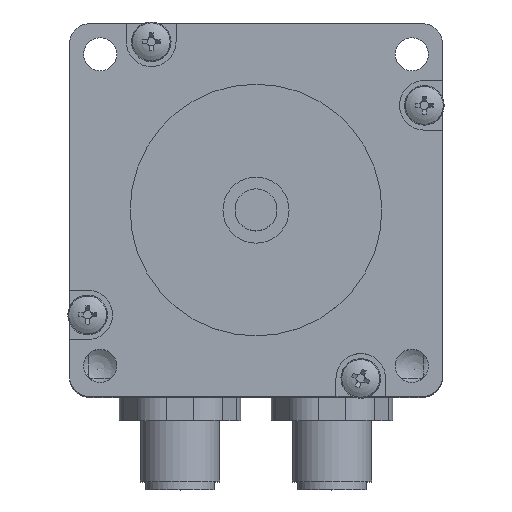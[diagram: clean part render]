
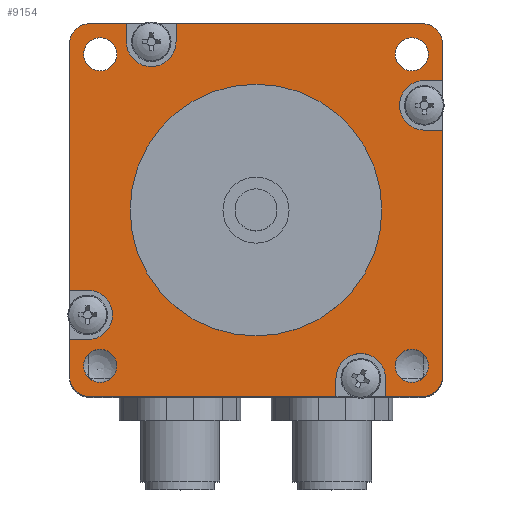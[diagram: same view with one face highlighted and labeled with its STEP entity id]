
A CAD part, top view. The second image highlights one B-rep face of the part: STEP entity #9154.
In plain terms, the highlighted planar face has unit normal (0, 0, 1).
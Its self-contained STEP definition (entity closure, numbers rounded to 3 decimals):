
#275=LINE('',#13971,#877);
#279=LINE('',#13983,#881);
#284=LINE('',#13994,#886);
#288=LINE('',#14006,#890);
#293=LINE('',#14017,#895);
#297=LINE('',#14029,#899);
#300=LINE('',#14035,#902);
#301=LINE('',#14039,#903);
#302=LINE('',#14041,#904);
#303=LINE('',#14045,#905);
#304=LINE('',#14047,#906);
#305=LINE('',#14050,#907);
#306=LINE('',#14052,#908);
#307=LINE('',#14055,#909);
#308=LINE('',#14057,#910);
#309=LINE('',#14060,#911);
#877=VECTOR('',#10974,10.);
#881=VECTOR('',#10986,10.);
#886=VECTOR('',#10995,10.);
#890=VECTOR('',#11007,10.);
#895=VECTOR('',#11016,10.);
#899=VECTOR('',#11028,10.);
#902=VECTOR('',#11035,10.);
#903=VECTOR('',#11038,10.);
#904=VECTOR('',#11039,10.);
#905=VECTOR('',#11042,10.);
#906=VECTOR('',#11043,10.);
#907=VECTOR('',#11046,10.);
#908=VECTOR('',#11047,10.);
#909=VECTOR('',#11050,10.);
#910=VECTOR('',#11051,10.);
#911=VECTOR('',#11054,10.);
#1487=PLANE('',#9768);
#1753=FACE_BOUND('',#2569,.T.);
#1754=FACE_BOUND('',#2570,.T.);
#1755=FACE_BOUND('',#2571,.T.);
#1756=FACE_BOUND('',#2572,.T.);
#1757=FACE_BOUND('',#2573,.T.);
#1984=FACE_OUTER_BOUND('',#2568,.T.);
#2568=EDGE_LOOP('',(#6187,#6188,#6189,#6190,#6191,#6192,#6193,#6194,#6195,
#6196,#6197,#6198,#6199,#6200,#6201,#6202,#6203,#6204,#6205,#6206,#6207,
#6208,#6209,#6210));
#2569=EDGE_LOOP('',(#6211));
#2570=EDGE_LOOP('',(#6212));
#2571=EDGE_LOOP('',(#6213));
#2572=EDGE_LOOP('',(#6214));
#2573=EDGE_LOOP('',(#6215));
#3348=CIRCLE('',#9753,3.75);
#3350=CIRCLE('',#9759,3.75);
#3352=CIRCLE('',#9765,3.75);
#3353=CIRCLE('',#9769,3.);
#3354=CIRCLE('',#9770,3.75);
#3355=CIRCLE('',#9771,3.);
#3356=CIRCLE('',#9772,3.);
#3357=CIRCLE('',#9773,3.);
#3358=CIRCLE('',#9774,2.5);
#3359=CIRCLE('',#9775,2.5);
#3360=CIRCLE('',#9776,2.5);
#3361=CIRCLE('',#9777,2.5);
#3362=CIRCLE('',#9778,19.05);
#3912=VERTEX_POINT('',#13968);
#3913=VERTEX_POINT('',#13970);
#3915=VERTEX_POINT('',#13976);
#3917=VERTEX_POINT('',#13982);
#3920=VERTEX_POINT('',#13991);
#3921=VERTEX_POINT('',#13993);
#3923=VERTEX_POINT('',#13999);
#3925=VERTEX_POINT('',#14005);
#3928=VERTEX_POINT('',#14014);
#3929=VERTEX_POINT('',#14016);
#3931=VERTEX_POINT('',#14022);
#3933=VERTEX_POINT('',#14028);
#3934=VERTEX_POINT('',#14034);
#3935=VERTEX_POINT('',#14036);
#3936=VERTEX_POINT('',#14038);
#3937=VERTEX_POINT('',#14040);
#3938=VERTEX_POINT('',#14042);
#3939=VERTEX_POINT('',#14044);
#3940=VERTEX_POINT('',#14046);
#3941=VERTEX_POINT('',#14048);
#3942=VERTEX_POINT('',#14051);
#3943=VERTEX_POINT('',#14053);
#3944=VERTEX_POINT('',#14056);
#3945=VERTEX_POINT('',#14058);
#3946=VERTEX_POINT('',#14061);
#3947=VERTEX_POINT('',#14063);
#3948=VERTEX_POINT('',#14065);
#3949=VERTEX_POINT('',#14067);
#3950=VERTEX_POINT('',#14069);
#4839=EDGE_CURVE('',#3913,#3912,#275,.T.);
#4842=EDGE_CURVE('',#3915,#3913,#3348,.T.);
#4845=EDGE_CURVE('',#3917,#3915,#279,.T.);
#4850=EDGE_CURVE('',#3921,#3920,#284,.T.);
#4853=EDGE_CURVE('',#3923,#3921,#3350,.T.);
#4856=EDGE_CURVE('',#3925,#3923,#288,.T.);
#4861=EDGE_CURVE('',#3929,#3928,#293,.T.);
#4864=EDGE_CURVE('',#3931,#3929,#3352,.T.);
#4867=EDGE_CURVE('',#3933,#3931,#297,.T.);
#4870=EDGE_CURVE('',#3934,#3912,#300,.T.);
#4871=EDGE_CURVE('',#3935,#3934,#3353,.T.);
#4872=EDGE_CURVE('',#3936,#3935,#301,.T.);
#4873=EDGE_CURVE('',#3936,#3937,#302,.T.);
#4874=EDGE_CURVE('',#3937,#3938,#3354,.T.);
#4875=EDGE_CURVE('',#3938,#3939,#303,.T.);
#4876=EDGE_CURVE('',#3940,#3939,#304,.T.);
#4877=EDGE_CURVE('',#3941,#3940,#3355,.T.);
#4878=EDGE_CURVE('',#3933,#3941,#305,.T.);
#4879=EDGE_CURVE('',#3942,#3928,#306,.T.);
#4880=EDGE_CURVE('',#3943,#3942,#3356,.T.);
#4881=EDGE_CURVE('',#3925,#3943,#307,.T.);
#4882=EDGE_CURVE('',#3944,#3920,#308,.T.);
#4883=EDGE_CURVE('',#3945,#3944,#3357,.T.);
#4884=EDGE_CURVE('',#3917,#3945,#309,.T.);
#4885=EDGE_CURVE('',#3946,#3946,#3358,.T.);
#4886=EDGE_CURVE('',#3947,#3947,#3359,.T.);
#4887=EDGE_CURVE('',#3948,#3948,#3360,.T.);
#4888=EDGE_CURVE('',#3949,#3949,#3361,.T.);
#4889=EDGE_CURVE('',#3950,#3950,#3362,.T.);
#6187=ORIENTED_EDGE('',*,*,#4845,.T.);
#6188=ORIENTED_EDGE('',*,*,#4842,.T.);
#6189=ORIENTED_EDGE('',*,*,#4839,.T.);
#6190=ORIENTED_EDGE('',*,*,#4870,.F.);
#6191=ORIENTED_EDGE('',*,*,#4871,.F.);
#6192=ORIENTED_EDGE('',*,*,#4872,.F.);
#6193=ORIENTED_EDGE('',*,*,#4873,.T.);
#6194=ORIENTED_EDGE('',*,*,#4874,.T.);
#6195=ORIENTED_EDGE('',*,*,#4875,.T.);
#6196=ORIENTED_EDGE('',*,*,#4876,.F.);
#6197=ORIENTED_EDGE('',*,*,#4877,.F.);
#6198=ORIENTED_EDGE('',*,*,#4878,.F.);
#6199=ORIENTED_EDGE('',*,*,#4867,.T.);
#6200=ORIENTED_EDGE('',*,*,#4864,.T.);
#6201=ORIENTED_EDGE('',*,*,#4861,.T.);
#6202=ORIENTED_EDGE('',*,*,#4879,.F.);
#6203=ORIENTED_EDGE('',*,*,#4880,.F.);
#6204=ORIENTED_EDGE('',*,*,#4881,.F.);
#6205=ORIENTED_EDGE('',*,*,#4856,.T.);
#6206=ORIENTED_EDGE('',*,*,#4853,.T.);
#6207=ORIENTED_EDGE('',*,*,#4850,.T.);
#6208=ORIENTED_EDGE('',*,*,#4882,.F.);
#6209=ORIENTED_EDGE('',*,*,#4883,.F.);
#6210=ORIENTED_EDGE('',*,*,#4884,.F.);
#6211=ORIENTED_EDGE('',*,*,#4885,.T.);
#6212=ORIENTED_EDGE('',*,*,#4886,.T.);
#6213=ORIENTED_EDGE('',*,*,#4887,.T.);
#6214=ORIENTED_EDGE('',*,*,#4888,.T.);
#6215=ORIENTED_EDGE('',*,*,#4889,.T.);
#9154=ADVANCED_FACE('',(#1984,#1753,#1754,#1755,#1756,#1757),#1487,.T.);
#9753=AXIS2_PLACEMENT_3D('',#13977,#10980,#10981);
#9759=AXIS2_PLACEMENT_3D('',#14000,#11001,#11002);
#9765=AXIS2_PLACEMENT_3D('',#14023,#11022,#11023);
#9768=AXIS2_PLACEMENT_3D('',#14033,#11033,#11034);
#9769=AXIS2_PLACEMENT_3D('',#14037,#11036,#11037);
#9770=AXIS2_PLACEMENT_3D('',#14043,#11040,#11041);
#9771=AXIS2_PLACEMENT_3D('',#14049,#11044,#11045);
#9772=AXIS2_PLACEMENT_3D('',#14054,#11048,#11049);
#9773=AXIS2_PLACEMENT_3D('',#14059,#11052,#11053);
#9774=AXIS2_PLACEMENT_3D('',#14062,#11055,#11056);
#9775=AXIS2_PLACEMENT_3D('',#14064,#11057,#11058);
#9776=AXIS2_PLACEMENT_3D('',#14066,#11059,#11060);
#9777=AXIS2_PLACEMENT_3D('',#14068,#11061,#11062);
#9778=AXIS2_PLACEMENT_3D('',#14070,#11063,#11064);
#10974=DIRECTION('',(-1.,0.,0.));
#10980=DIRECTION('center_axis',(0.,0.,-1.));
#10981=DIRECTION('ref_axis',(0.,-1.,0.));
#10986=DIRECTION('',(1.,0.,0.));
#10995=DIRECTION('',(0.,1.,0.));
#11001=DIRECTION('center_axis',(0.,0.,-1.));
#11002=DIRECTION('ref_axis',(-1.,0.,0.));
#11007=DIRECTION('',(0.,-1.,0.));
#11016=DIRECTION('',(1.,0.,0.));
#11022=DIRECTION('center_axis',(0.,0.,-1.));
#11023=DIRECTION('ref_axis',(0.,1.,0.));
#11028=DIRECTION('',(-1.,0.,0.));
#11033=DIRECTION('center_axis',(0.,0.,1.));
#11034=DIRECTION('ref_axis',(1.,0.,0.));
#11035=DIRECTION('',(0.,1.,0.));
#11036=DIRECTION('center_axis',(0.,0.,-1.));
#11037=DIRECTION('ref_axis',(-0.707,-0.707,0.));
#11038=DIRECTION('',(-1.,0.,0.));
#11039=DIRECTION('',(0.,1.,0.));
#11040=DIRECTION('center_axis',(0.,0.,-1.));
#11041=DIRECTION('ref_axis',(1.,0.,0.));
#11042=DIRECTION('',(0.,-1.,0.));
#11043=DIRECTION('',(-1.,0.,0.));
#11044=DIRECTION('center_axis',(0.,0.,-1.));
#11045=DIRECTION('ref_axis',(0.707,-0.707,0.));
#11046=DIRECTION('',(0.,-1.,0.));
#11047=DIRECTION('',(0.,-1.,0.));
#11048=DIRECTION('center_axis',(0.,0.,-1.));
#11049=DIRECTION('ref_axis',(0.707,0.707,0.));
#11050=DIRECTION('',(1.,0.,0.));
#11051=DIRECTION('',(1.,0.,0.));
#11052=DIRECTION('center_axis',(0.,0.,-1.));
#11053=DIRECTION('ref_axis',(-0.707,0.707,0.));
#11054=DIRECTION('',(0.,1.,0.));
#11055=DIRECTION('center_axis',(0.,0.,-1.));
#11056=DIRECTION('ref_axis',(1.,0.,0.));
#11057=DIRECTION('center_axis',(0.,0.,-1.));
#11058=DIRECTION('ref_axis',(1.,0.,0.));
#11059=DIRECTION('center_axis',(0.,0.,-1.));
#11060=DIRECTION('ref_axis',(1.,0.,0.));
#11061=DIRECTION('center_axis',(0.,0.,-1.));
#11062=DIRECTION('ref_axis',(1.,0.,0.));
#11063=DIRECTION('center_axis',(0.,0.,-1.));
#11064=DIRECTION('ref_axis',(-1.,0.,0.));
#13968=CARTESIAN_POINT('',(-28.2,-19.603,11.));
#13970=CARTESIAN_POINT('',(-25.469,-19.603,11.));
#13971=CARTESIAN_POINT('',(-14.1,-19.603,11.));
#13976=CARTESIAN_POINT('',(-25.469,-12.103,11.));
#13977=CARTESIAN_POINT('Origin',(-25.469,-15.853,11.));
#13982=CARTESIAN_POINT('',(-28.2,-12.103,11.));
#13983=CARTESIAN_POINT('',(-12.735,-12.103,11.));
#13991=CARTESIAN_POINT('',(-19.603,28.2,11.));
#13993=CARTESIAN_POINT('',(-19.603,25.469,11.));
#13994=CARTESIAN_POINT('',(-19.603,14.1,11.));
#13999=CARTESIAN_POINT('',(-12.103,25.469,11.));
#14000=CARTESIAN_POINT('Origin',(-15.853,25.469,11.));
#14005=CARTESIAN_POINT('',(-12.103,28.2,11.));
#14006=CARTESIAN_POINT('',(-12.103,12.735,11.));
#14014=CARTESIAN_POINT('',(28.2,19.603,11.));
#14016=CARTESIAN_POINT('',(25.469,19.603,11.));
#14017=CARTESIAN_POINT('',(14.1,19.603,11.));
#14022=CARTESIAN_POINT('',(25.469,12.103,11.));
#14023=CARTESIAN_POINT('Origin',(25.469,15.853,11.));
#14028=CARTESIAN_POINT('',(28.2,12.103,11.));
#14029=CARTESIAN_POINT('',(12.735,12.103,11.));
#14033=CARTESIAN_POINT('Origin',(0.,0.,11.));
#14034=CARTESIAN_POINT('',(-28.2,-25.2,11.));
#14035=CARTESIAN_POINT('',(-28.2,-28.2,11.));
#14036=CARTESIAN_POINT('',(-25.2,-28.2,11.));
#14037=CARTESIAN_POINT('Origin',(-25.2,-25.2,11.));
#14038=CARTESIAN_POINT('',(12.103,-28.2,11.));
#14039=CARTESIAN_POINT('',(28.2,-28.2,11.));
#14040=CARTESIAN_POINT('',(12.103,-25.469,11.));
#14041=CARTESIAN_POINT('',(12.103,-12.735,11.));
#14042=CARTESIAN_POINT('',(19.603,-25.469,11.));
#14043=CARTESIAN_POINT('Origin',(15.853,-25.469,11.));
#14044=CARTESIAN_POINT('',(19.603,-28.2,11.));
#14045=CARTESIAN_POINT('',(19.603,-14.1,11.));
#14046=CARTESIAN_POINT('',(25.2,-28.2,11.));
#14047=CARTESIAN_POINT('',(28.2,-28.2,11.));
#14048=CARTESIAN_POINT('',(28.2,-25.2,11.));
#14049=CARTESIAN_POINT('Origin',(25.2,-25.2,11.));
#14050=CARTESIAN_POINT('',(28.2,28.2,11.));
#14051=CARTESIAN_POINT('',(28.2,25.2,11.));
#14052=CARTESIAN_POINT('',(28.2,28.2,11.));
#14053=CARTESIAN_POINT('',(25.2,28.2,11.));
#14054=CARTESIAN_POINT('Origin',(25.2,25.2,11.));
#14055=CARTESIAN_POINT('',(-28.2,28.2,11.));
#14056=CARTESIAN_POINT('',(-25.2,28.2,11.));
#14057=CARTESIAN_POINT('',(-28.2,28.2,11.));
#14058=CARTESIAN_POINT('',(-28.2,25.2,11.));
#14059=CARTESIAN_POINT('Origin',(-25.2,25.2,11.));
#14060=CARTESIAN_POINT('',(-28.2,-28.2,11.));
#14061=CARTESIAN_POINT('',(26.07,-23.57,11.));
#14062=CARTESIAN_POINT('Origin',(23.57,-23.57,11.));
#14063=CARTESIAN_POINT('',(26.07,23.57,11.));
#14064=CARTESIAN_POINT('Origin',(23.57,23.57,11.));
#14065=CARTESIAN_POINT('',(-21.07,-23.57,11.));
#14066=CARTESIAN_POINT('Origin',(-23.57,-23.57,11.));
#14067=CARTESIAN_POINT('',(-21.07,23.57,11.));
#14068=CARTESIAN_POINT('Origin',(-23.57,23.57,11.));
#14069=CARTESIAN_POINT('',(19.05,0.,11.));
#14070=CARTESIAN_POINT('Origin',(0.,0.,11.));
